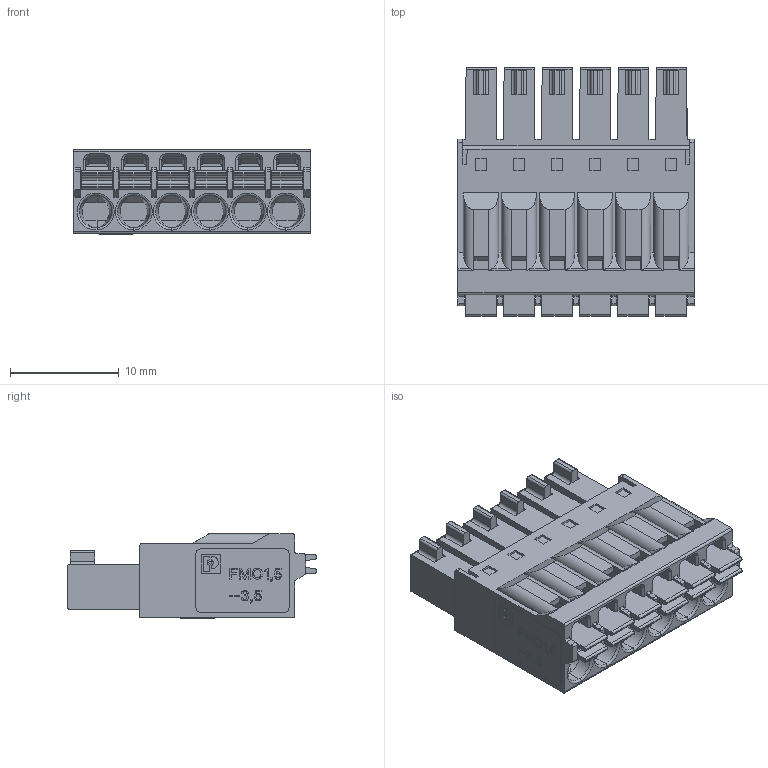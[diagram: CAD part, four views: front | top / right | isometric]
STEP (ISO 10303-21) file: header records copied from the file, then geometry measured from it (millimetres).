
FILE_DESCRIPTION(('STEP AP214'),'1');
FILE_NAME('cctmp_715325DB-6164-4FE4-9B8D-AC4FAAA3231E_2023_01_27_16_44_10_0872_9444..stp','2023-01-27T16:44:11',('PHOENIX CONTACT Deutschland GmbH'),('CADClick - www.CADClick.com'),'Spatial InterOp 3D',' ','unknown authorization');
FILE_SCHEMA(('AUTOMOTIVE_DESIGN'));
Length unit declared in the file: millimetre
Products named in the file (14): 2023_01_27_16_44_10_0215; 2023_01_27_16_44_10_0872; 2023_01_27_16_44_10_0856; 2023_01_27_16_44_10_0841; 2023_01_27_16_44_10_0825; 2023_01_27_16_44_10_0810; 2023_01_27_16_44_10_0794; 2023_01_27_16_44_10_0777; 2023_01_27_16_44_10_0761; 2023_01_27_16_44_10_0746; 2023_01_27_16_44_10_0730; 2023_01_27_16_44_10_0715; 2023_01_27_16_44_10_0699; 2023_01_27_16_44_10_0636
Assembly tree (13 placements, depth 2):
  2023_01_27_16_44_10_0215
    2023_01_27_16_44_10_0872
    2023_01_27_16_44_10_0856
    2023_01_27_16_44_10_0841
    2023_01_27_16_44_10_0825
    2023_01_27_16_44_10_0810
    2023_01_27_16_44_10_0794
    2023_01_27_16_44_10_0777
    2023_01_27_16_44_10_0761
    2023_01_27_16_44_10_0746
    2023_01_27_16_44_10_0730
    2023_01_27_16_44_10_0715
    2023_01_27_16_44_10_0699
    2023_01_27_16_44_10_0636
Bounding box: 21.78 x 22.9 x 7.8 mm (x, y, z)
Volume: 2246.3 mm3; surface area: 3385.8 mm2
Topology: 13 solids, 13 shells, 1137 faces, 3042 edges, 1983 vertices
Faces by surface type: plane 769, cylinder 279, cone 53, torus 23, bspline 13
Entity records: 56512 total; most frequent: CARTESIAN_POINT 7848, ORIENTED_EDGE 6084, DIRECTION 5892, STYLED_ITEM 3217, PRESENTATION_STYLE_ASSIGNMENT 3217, COLOUR_RGB 3217, EDGE_CURVE 3042, LINE 2294
